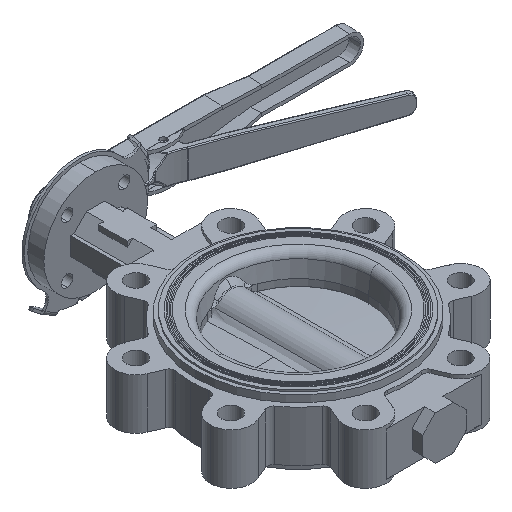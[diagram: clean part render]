
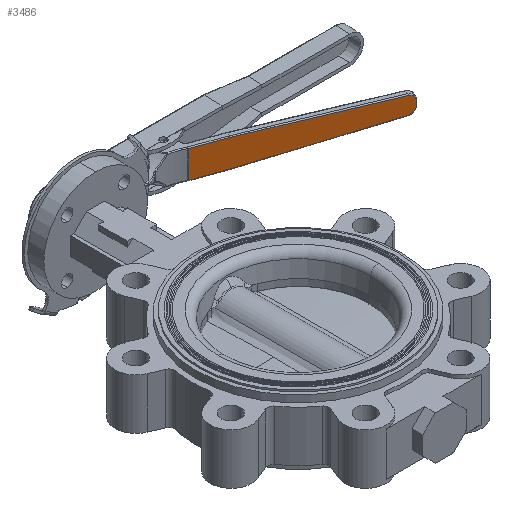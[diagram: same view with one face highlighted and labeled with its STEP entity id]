
A CAD part, isometric view. The second image highlights one B-rep face of the part: STEP entity #3486.
In plain terms, the highlighted planar face has unit normal (-0.342, -0.94, 0).
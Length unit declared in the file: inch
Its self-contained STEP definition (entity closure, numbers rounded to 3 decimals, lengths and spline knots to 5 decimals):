
#228 = AXIS2_PLACEMENT_3D ( 'NONE', #12604, #20046, #19546 ) ;
#990 = DIRECTION ( 'NONE',  ( 0., 0., 1. ) ) ;
#3057 = CARTESIAN_POINT ( 'NONE',  ( 7.38992, 11.50467, 4.19968 ) ) ;
#3486 = ADVANCED_FACE ( 'NONE', ( #14959 ), #9238, .F. ) ;
#4391 = VECTOR ( 'NONE', #32297, 39.37008 ) ;
#4952 = CARTESIAN_POINT ( 'NONE',  ( 7.42307, 11.4926, 3.22168 ) ) ;
#5639 = DIRECTION ( 'NONE',  ( 0.94, -0.342, 0. ) ) ;
#6179 = VERTEX_POINT ( 'NONE', #31910 ) ;
#6289 = CARTESIAN_POINT ( 'NONE',  ( 12.90204, 9.4985, 3.80263 ) ) ;
#6794 = ORIENTED_EDGE ( 'NONE', *, *, #30366, .T. ) ;
#7150 = CARTESIAN_POINT ( 'NONE',  ( 8.43793, 11.12324, 3.26218 ) ) ;
#7487 = ORIENTED_EDGE ( 'NONE', *, *, #24287, .T. ) ;
#8012 = EDGE_CURVE ( 'NONE', #16399, #22674, #21139, .T. ) ;
#8798 = VECTOR ( 'NONE', #5639, 39.37008 ) ;
#9238 = PLANE ( 'NONE',  #228 ) ;
#9506 = ORIENTED_EDGE ( 'NONE', *, *, #32773, .T. ) ;
#9538 = ORIENTED_EDGE ( 'NONE', *, *, #31474, .T. ) ;
#9863 = VECTOR ( 'NONE', #28628, 39.37008 ) ;
#10341 = CARTESIAN_POINT ( 'NONE',  ( 8.43738, 11.12344, 4.1997 ) ) ;
#10489 = ORIENTED_EDGE ( 'NONE', *, *, #28314, .T. ) ;
#11148 = EDGE_CURVE ( 'NONE', #28232, #23083, #15564, .T. ) ;
#11697 = LINE ( 'NONE', #19637, #4391 ) ;
#11767 = CARTESIAN_POINT ( 'NONE',  ( 13.1076, 9.42369, 4.23093 ) ) ;
#12180 = CARTESIAN_POINT ( 'NONE',  ( 12.90974, 9.4957, 4.02122 ) ) ;
#12604 = CARTESIAN_POINT ( 'NONE',  ( 7.3875, 11.50554, 4.23093 ) ) ;
#12820 = EDGE_CURVE ( 'NONE', #6179, #28232, #16195, .T. ) ;
#13301 = DIRECTION ( 'NONE',  ( 0., 0., 1. ) ) ;
#13526 = DIRECTION ( 'NONE',  ( 0., 0., 1. ) ) ;
#13792 = LINE ( 'NONE', #11767, #26404 ) ;
#14959 = FACE_OUTER_BOUND ( 'NONE', #32444, .T. ) ;
#15564 = LINE ( 'NONE', #10341, #16976 ) ;
#16195 = CIRCLE ( 'NONE', #27531, 0.21875 ) ;
#16226 = DIRECTION ( 'NONE',  ( -0.342, -0.94, 0. ) ) ;
#16335 = CARTESIAN_POINT ( 'NONE',  ( 12.90204, 9.4985, 3.65923 ) ) ;
#16355 = VECTOR ( 'NONE', #23003, 39.37008 ) ;
#16399 = VERTEX_POINT ( 'NONE', #7150 ) ;
#16939 = VERTEX_POINT ( 'NONE', #25342 ) ;
#16976 = VECTOR ( 'NONE', #28903, 39.37008 ) ;
#17937 = LINE ( 'NONE', #25701, #8798 ) ;
#18180 = ORIENTED_EDGE ( 'NONE', *, *, #8012, .T. ) ;
#18560 = DIRECTION ( 'NONE',  ( -0.342, -0.94, 0. ) ) ;
#18630 = CARTESIAN_POINT ( 'NONE',  ( 7.38992, 11.50467, 3.26218 ) ) ;
#19546 = DIRECTION ( 'NONE',  ( 0., 0., 1. ) ) ;
#19637 = CARTESIAN_POINT ( 'NONE',  ( 7.3875, 11.50554, 4.19968 ) ) ;
#19761 = CARTESIAN_POINT ( 'NONE',  ( 8.43793, 11.12324, 4.19968 ) ) ;
#20046 = DIRECTION ( 'NONE',  ( 0.342, 0.94, 0. ) ) ;
#20550 = ORIENTED_EDGE ( 'NONE', *, *, #11148, .T. ) ;
#21139 = LINE ( 'NONE', #4952, #16355 ) ;
#21898 = CIRCLE ( 'NONE', #26196, 0.21875 ) ;
#22674 = VERTEX_POINT ( 'NONE', #31013 ) ;
#23003 = DIRECTION ( 'NONE',  ( 0.939, -0.342, 0.037 ) ) ;
#23083 = VERTEX_POINT ( 'NONE', #19761 ) ;
#24287 = EDGE_CURVE ( 'NONE', #22674, #16939, #21898, .T. ) ;
#25235 = VERTEX_POINT ( 'NONE', #3057 ) ;
#25342 = CARTESIAN_POINT ( 'NONE',  ( 13.1076, 9.42369, 3.65923 ) ) ;
#25701 = CARTESIAN_POINT ( 'NONE',  ( 7.3875, 11.50554, 3.26218 ) ) ;
#25819 = VERTEX_POINT ( 'NONE', #18630 ) ;
#26086 = CARTESIAN_POINT ( 'NONE',  ( 7.38992, 11.50467, 4.23093 ) ) ;
#26196 = AXIS2_PLACEMENT_3D ( 'NONE', #16335, #18560, #13301 ) ;
#26404 = VECTOR ( 'NONE', #990, 39.37008 ) ;
#27060 = ORIENTED_EDGE ( 'NONE', *, *, #12820, .T. ) ;
#27531 = AXIS2_PLACEMENT_3D ( 'NONE', #6289, #16226, #13526 ) ;
#28232 = VERTEX_POINT ( 'NONE', #12180 ) ;
#28314 = EDGE_CURVE ( 'NONE', #16939, #6179, #13792, .T. ) ;
#28628 = DIRECTION ( 'NONE',  ( 0., 0., -1. ) ) ;
#28903 = DIRECTION ( 'NONE',  ( -0.939, 0.342, 0.037 ) ) ;
#29119 = LINE ( 'NONE', #26086, #9863 ) ;
#30366 = EDGE_CURVE ( 'NONE', #25819, #16399, #17937, .T. ) ;
#31013 = CARTESIAN_POINT ( 'NONE',  ( 12.90974, 9.4957, 3.44063 ) ) ;
#31474 = EDGE_CURVE ( 'NONE', #25235, #25819, #29119, .T. ) ;
#31910 = CARTESIAN_POINT ( 'NONE',  ( 13.1076, 9.42369, 3.80263 ) ) ;
#32297 = DIRECTION ( 'NONE',  ( -0.94, 0.342, 0. ) ) ;
#32444 = EDGE_LOOP ( 'NONE', ( #27060, #20550, #9506, #9538, #6794, #18180, #7487, #10489 ) ) ;
#32773 = EDGE_CURVE ( 'NONE', #23083, #25235, #11697, .T. ) ;
